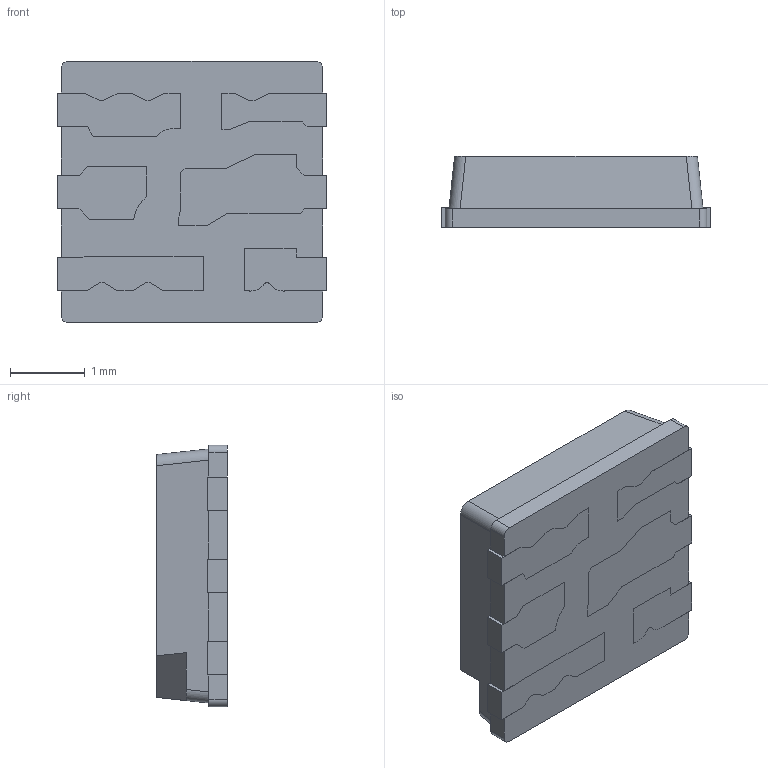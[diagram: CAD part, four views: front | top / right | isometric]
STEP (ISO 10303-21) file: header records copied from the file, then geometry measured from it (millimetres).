
FILE_DESCRIPTION (( 'STEP AP214' ), '1' );
FILE_NAME ('User Library-WS2813_3535.STEP', '2020-08-02T21:04:53', ( '' ), ( '' ), 'SwSTEP 2.0', 'SolidWorks 2020', '' );
FILE_SCHEMA (( 'AUTOMOTIVE_DESIGN' ));
Length unit declared in the file: millimetre
Products named in the file (1): User Library-WS2813_3535
Bounding box: 3.6 x 0.95 x 3.5 mm (x, y, z)
Volume: 9.4 mm3; surface area: 74.3 mm2
Topology: 9 solids, 9 shells, 227 faces, 660 edges, 440 vertices
Faces by surface type: plane 205, cylinder 22
Entity records: 7500 total; most frequent: CARTESIAN_POINT 1352, ORIENTED_EDGE 1320, DIRECTION 1144, EDGE_CURVE 660, LINE 616, VECTOR 616, VERTEX_POINT 440, AXIS2_PLACEMENT_3D 264
